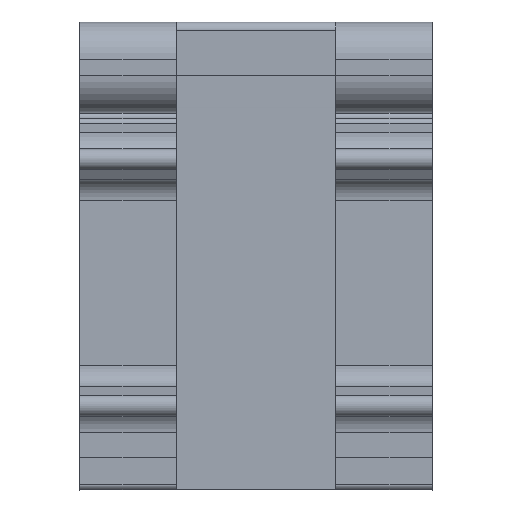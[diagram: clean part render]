
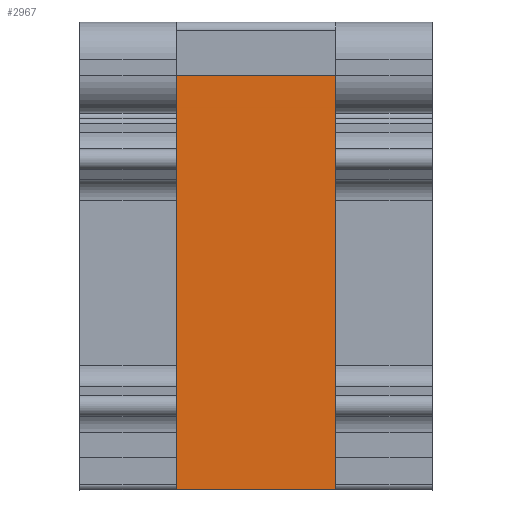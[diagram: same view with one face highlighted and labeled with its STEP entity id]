
A CAD part, front view. The second image highlights one B-rep face of the part: STEP entity #2967.
In plain terms, the highlighted planar face has unit normal (0, -1, 0).
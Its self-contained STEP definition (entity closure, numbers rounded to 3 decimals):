
#1525=AXIS2_PLACEMENT_3D('Circle Axis2P3D',#1523,#1524,$) ;
#1560=AXIS2_PLACEMENT_3D('Circle Axis2P3D',#1558,#1559,$) ;
#2945=AXIS2_PLACEMENT_3D('Plane Axis2P3D',#2942,#2943,#2944) ;
#414=CARTESIAN_POINT('Vertex',(23.9,15.,35.676)) ;
#417=CARTESIAN_POINT('Line Origine',(23.9,15.,17.838)) ;
#421=CARTESIAN_POINT('Vertex',(23.9,15.,0.)) ;
#718=CARTESIAN_POINT('Vertex',(9.,15.,0.)) ;
#721=CARTESIAN_POINT('Line Origine',(9.,15.,17.838)) ;
#725=CARTESIAN_POINT('Vertex',(9.,15.,35.676)) ;
#927=CARTESIAN_POINT('Vertex',(9.,15.,38.7)) ;
#978=CARTESIAN_POINT('Vertex',(23.9,15.,38.7)) ;
#1523=CARTESIAN_POINT('Axis2P3D Location',(9.,14.,35.7)) ;
#1527=CARTESIAN_POINT('Vertex',(9.,15.,35.724)) ;
#1555=CARTESIAN_POINT('Vertex',(23.9,15.,35.724)) ;
#1558=CARTESIAN_POINT('Axis2P3D Location',(23.9,14.,35.7)) ;
#2902=CARTESIAN_POINT('Line Origine',(23.9,15.,37.212)) ;
#2922=CARTESIAN_POINT('Line Origine',(9.,15.,37.212)) ;
#2942=CARTESIAN_POINT('Axis2P3D Location',(9.,15.,0.)) ;
#2947=CARTESIAN_POINT('Line Origine',(16.45,15.,0.)) ;
#2952=CARTESIAN_POINT('Line Origine',(16.45,15.,38.7)) ;
#418=DIRECTION('Vector Direction',(0.,0.,1.)) ;
#722=DIRECTION('Vector Direction',(0.,0.,1.)) ;
#1524=DIRECTION('Axis2P3D Direction',(-1.,0.,0.)) ;
#1559=DIRECTION('Axis2P3D Direction',(-1.,0.,0.)) ;
#2903=DIRECTION('Vector Direction',(0.,0.,1.)) ;
#2923=DIRECTION('Vector Direction',(0.,0.,1.)) ;
#2943=DIRECTION('Axis2P3D Direction',(0.,-1.,0.)) ;
#2944=DIRECTION('Axis2P3D XDirection',(1.,0.,0.)) ;
#2948=DIRECTION('Vector Direction',(1.,0.,0.)) ;
#2953=DIRECTION('Vector Direction',(-1.,0.,0.)) ;
#419=VECTOR('Line Direction',#418,1.) ;
#723=VECTOR('Line Direction',#722,1.) ;
#2904=VECTOR('Line Direction',#2903,1.) ;
#2924=VECTOR('Line Direction',#2923,1.) ;
#2949=VECTOR('Line Direction',#2948,1.) ;
#2954=VECTOR('Line Direction',#2953,1.) ;
#2958=ORIENTED_EDGE('',*,*,#1529,.F.) ;
#2959=ORIENTED_EDGE('',*,*,#727,.F.) ;
#2960=ORIENTED_EDGE('',*,*,#2951,.T.) ;
#2961=ORIENTED_EDGE('',*,*,#423,.T.) ;
#2962=ORIENTED_EDGE('',*,*,#1562,.T.) ;
#2963=ORIENTED_EDGE('',*,*,#2906,.T.) ;
#2964=ORIENTED_EDGE('',*,*,#2956,.T.) ;
#2965=ORIENTED_EDGE('',*,*,#2926,.F.) ;
#2967=ADVANCED_FACE('Hauptkoerper',(#2966),#2946,.T.) ;
#1526=CIRCLE('generated circle',#1525,1.) ;
#1561=CIRCLE('generated circle',#1560,1.) ;
#423=EDGE_CURVE('',#422,#415,#420,.T.) ;
#727=EDGE_CURVE('',#719,#726,#724,.T.) ;
#1529=EDGE_CURVE('',#726,#1528,#1526,.F.) ;
#1562=EDGE_CURVE('',#415,#1556,#1561,.F.) ;
#2906=EDGE_CURVE('',#1556,#979,#2905,.T.) ;
#2926=EDGE_CURVE('',#1528,#928,#2925,.T.) ;
#2951=EDGE_CURVE('',#719,#422,#2950,.T.) ;
#2956=EDGE_CURVE('',#979,#928,#2955,.T.) ;
#2957=EDGE_LOOP('',(#2958,#2959,#2960,#2961,#2962,#2963,#2964,#2965)) ;
#2966=FACE_OUTER_BOUND('',#2957,.T.) ;
#420=LINE('Line',#417,#419) ;
#724=LINE('Line',#721,#723) ;
#2905=LINE('Line',#2902,#2904) ;
#2925=LINE('Line',#2922,#2924) ;
#2950=LINE('Line',#2947,#2949) ;
#2955=LINE('Line',#2952,#2954) ;
#2946=PLANE('',#2945) ;
#415=VERTEX_POINT('',#414) ;
#422=VERTEX_POINT('',#421) ;
#719=VERTEX_POINT('',#718) ;
#726=VERTEX_POINT('',#725) ;
#928=VERTEX_POINT('',#927) ;
#979=VERTEX_POINT('',#978) ;
#1528=VERTEX_POINT('',#1527) ;
#1556=VERTEX_POINT('',#1555) ;
